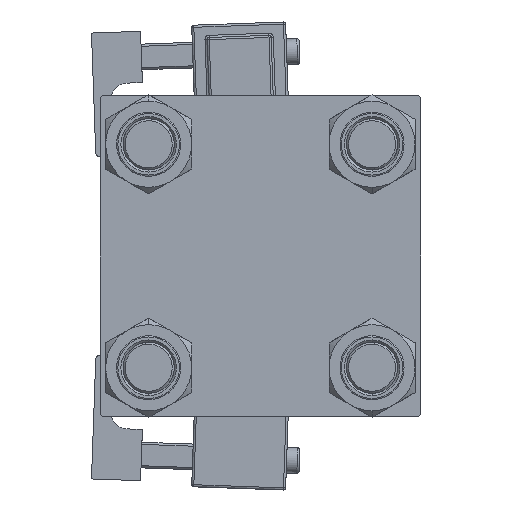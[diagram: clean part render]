
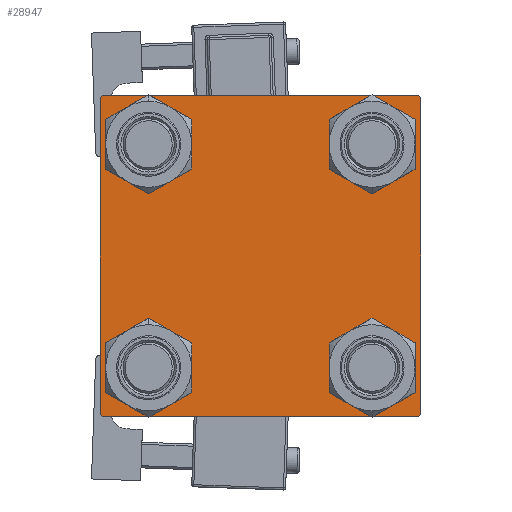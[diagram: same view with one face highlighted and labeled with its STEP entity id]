
A CAD part, left-side view. The second image highlights one B-rep face of the part: STEP entity #28947.
In plain terms, the highlighted planar face has unit normal (-1, 0, 0).
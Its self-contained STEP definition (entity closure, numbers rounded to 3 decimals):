
#289 = CARTESIAN_POINT ( 'NONE',  ( 0., 26.15, -26.15 ) ) ;
#293 = LINE ( 'NONE', #48409, #15930 ) ;
#529 = ORIENTED_EDGE ( 'NONE', *, *, #41212, .F. ) ;
#708 = DIRECTION ( 'NONE',  ( 0., 0., 1. ) ) ;
#780 = AXIS2_PLACEMENT_3D ( 'NONE', #18235, #18756, #47175 ) ;
#968 = CARTESIAN_POINT ( 'NONE',  ( 0., -26.15, -26.15 ) ) ;
#1069 = FACE_OUTER_BOUND ( 'NONE', #38220, .T. ) ;
#1669 = EDGE_LOOP ( 'NONE', ( #14081, #25679 ) ) ;
#1702 = EDGE_CURVE ( 'NONE', #15990, #19754, #34497, .T. ) ;
#2037 = AXIS2_PLACEMENT_3D ( 'NONE', #22563, #3423, #15115 ) ;
#2190 = CARTESIAN_POINT ( 'NONE',  ( 0., -37., 37.5 ) ) ;
#2406 = EDGE_CURVE ( 'NONE', #49031, #21623, #50710, .T. ) ;
#3166 = VERTEX_POINT ( 'NONE', #2190 ) ;
#3423 = DIRECTION ( 'NONE',  ( -1., 0., 0. ) ) ;
#3785 = ORIENTED_EDGE ( 'NONE', *, *, #22354, .T. ) ;
#4397 = DIRECTION ( 'NONE',  ( 1., 0., 0. ) ) ;
#4490 = EDGE_CURVE ( 'NONE', #21623, #49031, #17669, .T. ) ;
#5058 = FACE_BOUND ( 'NONE', #1669, .T. ) ;
#5070 = ORIENTED_EDGE ( 'NONE', *, *, #43587, .T. ) ;
#6672 = VECTOR ( 'NONE', #15279, 1000. ) ;
#7129 = VERTEX_POINT ( 'NONE', #7533 ) ;
#7238 = EDGE_CURVE ( 'NONE', #44648, #32952, #39743, .T. ) ;
#7533 = CARTESIAN_POINT ( 'NONE',  ( 0., -37.5, 37. ) ) ;
#8384 = ORIENTED_EDGE ( 'NONE', *, *, #7238, .T. ) ;
#8396 = DIRECTION ( 'NONE',  ( 0., 0., 1. ) ) ;
#9280 = EDGE_CURVE ( 'NONE', #48471, #38399, #31078, .T. ) ;
#10026 = ORIENTED_EDGE ( 'NONE', *, *, #17913, .T. ) ;
#10198 = EDGE_CURVE ( 'NONE', #42680, #14571, #23725, .T. ) ;
#11413 = DIRECTION ( 'NONE',  ( 0., 0., -1. ) ) ;
#11502 = ORIENTED_EDGE ( 'NONE', *, *, #24091, .T. ) ;
#11699 = AXIS2_PLACEMENT_3D ( 'NONE', #16284, #28227, #36210 ) ;
#13264 = DIRECTION ( 'NONE',  ( 1., 0., 0. ) ) ;
#14081 = ORIENTED_EDGE ( 'NONE', *, *, #44639, .T. ) ;
#14571 = VERTEX_POINT ( 'NONE', #45068 ) ;
#15115 = DIRECTION ( 'NONE',  ( 0., 0., 1. ) ) ;
#15279 = DIRECTION ( 'NONE',  ( 0., -0.707, 0.707 ) ) ;
#15317 = CARTESIAN_POINT ( 'NONE',  ( 0., 26.15, -19.65 ) ) ;
#15423 = CARTESIAN_POINT ( 'NONE',  ( 0., 37.5, 37.5 ) ) ;
#15930 = VECTOR ( 'NONE', #48925, 1000. ) ;
#15990 = VERTEX_POINT ( 'NONE', #24383 ) ;
#16007 = CIRCLE ( 'NONE', #38900, 6.5 ) ;
#16241 = VECTOR ( 'NONE', #49121, 1000. ) ;
#16284 = CARTESIAN_POINT ( 'NONE',  ( 0., -26.15, 26.15 ) ) ;
#16504 = DIRECTION ( 'NONE',  ( 1., 0., 0. ) ) ;
#17282 = PLANE ( 'NONE',  #2037 ) ;
#17484 = CARTESIAN_POINT ( 'NONE',  ( 0., 37.5, -37.5 ) ) ;
#17596 = CARTESIAN_POINT ( 'NONE',  ( 0., 26.15, 32.65 ) ) ;
#17669 = CIRCLE ( 'NONE', #48248, 6.5 ) ;
#17703 = CARTESIAN_POINT ( 'NONE',  ( 0., -26.15, 32.65 ) ) ;
#17913 = EDGE_CURVE ( 'NONE', #7129, #3166, #48098, .T. ) ;
#18235 = CARTESIAN_POINT ( 'NONE',  ( 0., -26.15, 26.15 ) ) ;
#18359 = LINE ( 'NONE', #35586, #26193 ) ;
#18399 = AXIS2_PLACEMENT_3D ( 'NONE', #21138, #4397, #8396 ) ;
#18756 = DIRECTION ( 'NONE',  ( 1., 0., 0. ) ) ;
#19754 = VERTEX_POINT ( 'NONE', #17596 ) ;
#20247 = ORIENTED_EDGE ( 'NONE', *, *, #4490, .T. ) ;
#20687 = LINE ( 'NONE', #17484, #16241 ) ;
#21138 = CARTESIAN_POINT ( 'NONE',  ( 0., 26.15, 26.15 ) ) ;
#21265 = FACE_BOUND ( 'NONE', #22207, .T. ) ;
#21623 = VERTEX_POINT ( 'NONE', #15317 ) ;
#21763 = CARTESIAN_POINT ( 'NONE',  ( 0., 37.5, -37. ) ) ;
#21965 = ORIENTED_EDGE ( 'NONE', *, *, #2406, .T. ) ;
#22000 = CARTESIAN_POINT ( 'NONE',  ( 0., 26.15, 26.15 ) ) ;
#22150 = CARTESIAN_POINT ( 'NONE',  ( 0., 26.15, -32.65 ) ) ;
#22207 = EDGE_LOOP ( 'NONE', ( #20247, #21965 ) ) ;
#22354 = EDGE_CURVE ( 'NONE', #45369, #39602, #20687, .T. ) ;
#22563 = CARTESIAN_POINT ( 'NONE',  ( 0., 0., 0. ) ) ;
#22731 = LINE ( 'NONE', #50636, #6672 ) ;
#23725 = CIRCLE ( 'NONE', #38979, 6.5 ) ;
#24091 = EDGE_CURVE ( 'NONE', #38399, #45369, #43632, .T. ) ;
#24142 = CARTESIAN_POINT ( 'NONE',  ( 0., 37.25, 37.25 ) ) ;
#24383 = CARTESIAN_POINT ( 'NONE',  ( 0., 26.15, 19.65 ) ) ;
#25679 = ORIENTED_EDGE ( 'NONE', *, *, #10198, .T. ) ;
#25821 = ORIENTED_EDGE ( 'NONE', *, *, #42884, .T. ) ;
#26193 = VECTOR ( 'NONE', #11413, 1000. ) ;
#27817 = DIRECTION ( 'NONE',  ( 1., 0., 0. ) ) ;
#27896 = CARTESIAN_POINT ( 'NONE',  ( 0., -37.25, 37.25 ) ) ;
#28227 = DIRECTION ( 'NONE',  ( 1., 0., 0. ) ) ;
#28334 = CARTESIAN_POINT ( 'NONE',  ( 0., -26.15, -32.65 ) ) ;
#28597 = CARTESIAN_POINT ( 'NONE',  ( 0., 26.15, -26.15 ) ) ;
#28947 = ADVANCED_FACE ( 'NONE', ( #50739, #5058, #21265, #37460, #1069 ), #17282, .T. ) ;
#30490 = DIRECTION ( 'NONE',  ( 0., 0., 1. ) ) ;
#31078 = LINE ( 'NONE', #15423, #48287 ) ;
#31119 = CARTESIAN_POINT ( 'NONE',  ( 0., 37.25, -37.25 ) ) ;
#32183 = CIRCLE ( 'NONE', #780, 6.5 ) ;
#32215 = CARTESIAN_POINT ( 'NONE',  ( 0., -26.15, -26.15 ) ) ;
#32686 = DIRECTION ( 'NONE',  ( 0., 0., 1. ) ) ;
#32952 = VERTEX_POINT ( 'NONE', #41592 ) ;
#33079 = VERTEX_POINT ( 'NONE', #38386 ) ;
#33138 = ORIENTED_EDGE ( 'NONE', *, *, #9280, .T. ) ;
#34456 = CARTESIAN_POINT ( 'NONE',  ( 0., -37., -37.5 ) ) ;
#34497 = CIRCLE ( 'NONE', #18399, 6.5 ) ;
#35131 = CARTESIAN_POINT ( 'NONE',  ( 0., 37., 37.5 ) ) ;
#35331 = DIRECTION ( 'NONE',  ( 0., 0., -1. ) ) ;
#35586 = CARTESIAN_POINT ( 'NONE',  ( 0., -37.5, 37.5 ) ) ;
#36210 = DIRECTION ( 'NONE',  ( 0., 0., 1. ) ) ;
#36790 = ORIENTED_EDGE ( 'NONE', *, *, #51498, .T. ) ;
#37017 = ORIENTED_EDGE ( 'NONE', *, *, #44209, .F. ) ;
#37100 = DIRECTION ( 'NONE',  ( 1., 0., 0. ) ) ;
#37460 = FACE_BOUND ( 'NONE', #44038, .T. ) ;
#38220 = EDGE_LOOP ( 'NONE', ( #33138, #11502, #3785, #25821, #37017, #10026, #529, #36790 ) ) ;
#38386 = CARTESIAN_POINT ( 'NONE',  ( 0., -37.5, -37. ) ) ;
#38399 = VERTEX_POINT ( 'NONE', #21763 ) ;
#38900 = AXIS2_PLACEMENT_3D ( 'NONE', #22000, #47485, #30490 ) ;
#38979 = AXIS2_PLACEMENT_3D ( 'NONE', #32215, #13264, #49419 ) ;
#39374 = DIRECTION ( 'NONE',  ( 0., -0.707, -0.707 ) ) ;
#39602 = VERTEX_POINT ( 'NONE', #34456 ) ;
#39743 = CIRCLE ( 'NONE', #11699, 6.5 ) ;
#40350 = DIRECTION ( 'NONE',  ( 0., 0.707, -0.707 ) ) ;
#41212 = EDGE_CURVE ( 'NONE', #45775, #3166, #293, .T. ) ;
#41592 = CARTESIAN_POINT ( 'NONE',  ( 0., -26.15, 19.65 ) ) ;
#41619 = DIRECTION ( 'NONE',  ( 0., 0., 1. ) ) ;
#42606 = VECTOR ( 'NONE', #39374, 1000. ) ;
#42680 = VERTEX_POINT ( 'NONE', #28334 ) ;
#42884 = EDGE_CURVE ( 'NONE', #39602, #33079, #22731, .T. ) ;
#43408 = VECTOR ( 'NONE', #48372, 1000. ) ;
#43587 = EDGE_CURVE ( 'NONE', #19754, #15990, #16007, .T. ) ;
#43632 = LINE ( 'NONE', #31119, #42606 ) ;
#44038 = EDGE_LOOP ( 'NONE', ( #5070, #50113 ) ) ;
#44041 = AXIS2_PLACEMENT_3D ( 'NONE', #968, #37100, #41619 ) ;
#44209 = EDGE_CURVE ( 'NONE', #7129, #33079, #18359, .T. ) ;
#44639 = EDGE_CURVE ( 'NONE', #14571, #42680, #47431, .T. ) ;
#44648 = VERTEX_POINT ( 'NONE', #17703 ) ;
#45068 = CARTESIAN_POINT ( 'NONE',  ( 0., -26.15, -19.65 ) ) ;
#45369 = VERTEX_POINT ( 'NONE', #49987 ) ;
#45525 = EDGE_CURVE ( 'NONE', #32952, #44648, #32183, .T. ) ;
#45775 = VERTEX_POINT ( 'NONE', #35131 ) ;
#45900 = ORIENTED_EDGE ( 'NONE', *, *, #45525, .T. ) ;
#47175 = DIRECTION ( 'NONE',  ( 0., 0., 1. ) ) ;
#47431 = CIRCLE ( 'NONE', #44041, 6.5 ) ;
#47485 = DIRECTION ( 'NONE',  ( 1., 0., 0. ) ) ;
#47798 = LINE ( 'NONE', #24142, #48002 ) ;
#48002 = VECTOR ( 'NONE', #40350, 1000. ) ;
#48098 = LINE ( 'NONE', #27896, #43408 ) ;
#48248 = AXIS2_PLACEMENT_3D ( 'NONE', #28597, #27817, #708 ) ;
#48287 = VECTOR ( 'NONE', #35331, 1000. ) ;
#48372 = DIRECTION ( 'NONE',  ( 0., 0.707, 0.707 ) ) ;
#48409 = CARTESIAN_POINT ( 'NONE',  ( 0., 37.5, 37.5 ) ) ;
#48471 = VERTEX_POINT ( 'NONE', #50556 ) ;
#48925 = DIRECTION ( 'NONE',  ( 0., -1., 0. ) ) ;
#48976 = EDGE_LOOP ( 'NONE', ( #8384, #45900 ) ) ;
#49008 = AXIS2_PLACEMENT_3D ( 'NONE', #289, #16504, #32686 ) ;
#49031 = VERTEX_POINT ( 'NONE', #22150 ) ;
#49121 = DIRECTION ( 'NONE',  ( 0., -1., 0. ) ) ;
#49419 = DIRECTION ( 'NONE',  ( 0., 0., 1. ) ) ;
#49987 = CARTESIAN_POINT ( 'NONE',  ( 0., 37., -37.5 ) ) ;
#50113 = ORIENTED_EDGE ( 'NONE', *, *, #1702, .T. ) ;
#50556 = CARTESIAN_POINT ( 'NONE',  ( 0., 37.5, 37. ) ) ;
#50636 = CARTESIAN_POINT ( 'NONE',  ( 0., -37.25, -37.25 ) ) ;
#50710 = CIRCLE ( 'NONE', #49008, 6.5 ) ;
#50739 = FACE_BOUND ( 'NONE', #48976, .T. ) ;
#51498 = EDGE_CURVE ( 'NONE', #45775, #48471, #47798, .T. ) ;
